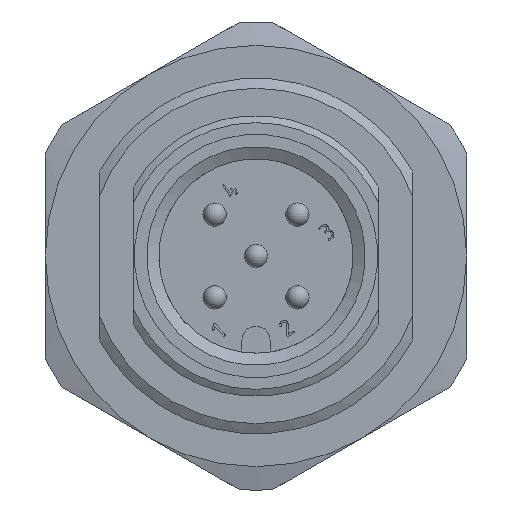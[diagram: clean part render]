
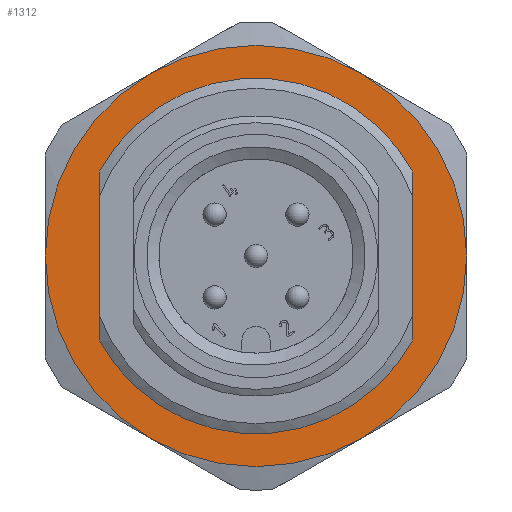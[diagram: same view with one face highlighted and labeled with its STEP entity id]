
A CAD part, front view. The second image highlights one B-rep face of the part: STEP entity #1312.
In plain terms, the highlighted planar face has unit normal (0, -1, 0).
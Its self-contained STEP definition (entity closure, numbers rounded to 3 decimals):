
#735=LINE('',#6864,#1007);
#736=LINE('',#6869,#1008);
#1007=VECTOR('',#5590,1.);
#1008=VECTOR('',#5593,1.);
#1312=ADVANCED_FACE('',(#1746,#1747),#1608,.T.);
#1608=PLANE('',#5060);
#1746=FACE_BOUND('',#1874,.T.);
#1747=FACE_BOUND('',#1875,.T.);
#1874=EDGE_LOOP('',(#2273,#2274,#2275,#2276,#2277,#2278));
#1875=EDGE_LOOP('',(#2279,#2280,#2281,#2282));
#2273=ORIENTED_EDGE('',*,*,#4144,.T.);
#2274=ORIENTED_EDGE('',*,*,#4145,.T.);
#2275=ORIENTED_EDGE('',*,*,#4146,.T.);
#2276=ORIENTED_EDGE('',*,*,#4147,.T.);
#2277=ORIENTED_EDGE('',*,*,#4148,.T.);
#2278=ORIENTED_EDGE('',*,*,#4149,.T.);
#2279=ORIENTED_EDGE('',*,*,#4150,.F.);
#2280=ORIENTED_EDGE('',*,*,#4151,.T.);
#2281=ORIENTED_EDGE('',*,*,#4152,.F.);
#2282=ORIENTED_EDGE('',*,*,#4153,.T.);
#3665=VERTEX_POINT('',#6853);
#3666=VERTEX_POINT('',#6854);
#3667=VERTEX_POINT('',#6856);
#3668=VERTEX_POINT('',#6858);
#3669=VERTEX_POINT('',#6860);
#3670=VERTEX_POINT('',#6862);
#3671=VERTEX_POINT('',#6865);
#3672=VERTEX_POINT('',#6866);
#3673=VERTEX_POINT('',#6868);
#3674=VERTEX_POINT('',#6870);
#4144=EDGE_CURVE('',#3665,#3666,#4835,.T.);
#4145=EDGE_CURVE('',#3666,#3667,#4836,.T.);
#4146=EDGE_CURVE('',#3667,#3668,#4837,.T.);
#4147=EDGE_CURVE('',#3668,#3669,#4838,.T.);
#4148=EDGE_CURVE('',#3669,#3670,#4839,.T.);
#4149=EDGE_CURVE('',#3670,#3665,#4840,.T.);
#4150=EDGE_CURVE('',#3671,#3672,#735,.T.);
#4151=EDGE_CURVE('',#3671,#3673,#4841,.T.);
#4152=EDGE_CURVE('',#3674,#3673,#736,.T.);
#4153=EDGE_CURVE('',#3674,#3672,#4842,.T.);
#4835=CIRCLE('',#5052,9.);
#4836=CIRCLE('',#5053,9.);
#4837=CIRCLE('',#5054,9.);
#4838=CIRCLE('',#5055,9.);
#4839=CIRCLE('',#5056,9.);
#4840=CIRCLE('',#5057,9.);
#4841=CIRCLE('',#5058,7.6);
#4842=CIRCLE('',#5059,7.6);
#5052=AXIS2_PLACEMENT_3D('',#6852,#5578,#5579);
#5053=AXIS2_PLACEMENT_3D('',#6855,#5580,#5581);
#5054=AXIS2_PLACEMENT_3D('',#6857,#5582,#5583);
#5055=AXIS2_PLACEMENT_3D('',#6859,#5584,#5585);
#5056=AXIS2_PLACEMENT_3D('',#6861,#5586,#5587);
#5057=AXIS2_PLACEMENT_3D('',#6863,#5588,#5589);
#5058=AXIS2_PLACEMENT_3D('',#6867,#5591,#5592);
#5059=AXIS2_PLACEMENT_3D('',#6871,#5594,#5595);
#5060=AXIS2_PLACEMENT_3D('',#6872,#5596,#5597);
#5578=DIRECTION('',(0.,-1.,0.));
#5579=DIRECTION('',(0.,0.,1.));
#5580=DIRECTION('',(0.,-1.,0.));
#5581=DIRECTION('',(0.,0.,1.));
#5582=DIRECTION('',(0.,-1.,0.));
#5583=DIRECTION('',(0.,0.,1.));
#5584=DIRECTION('',(0.,-1.,0.));
#5585=DIRECTION('',(0.,0.,1.));
#5586=DIRECTION('',(0.,-1.,0.));
#5587=DIRECTION('',(0.,0.,1.));
#5588=DIRECTION('',(0.,-1.,0.));
#5589=DIRECTION('',(0.,0.,1.));
#5590=DIRECTION('',(0.,0.,1.));
#5591=DIRECTION('',(0.,1.,0.));
#5592=DIRECTION('',(0.,0.,-1.));
#5593=DIRECTION('',(0.,0.,-1.));
#5594=DIRECTION('',(0.,1.,0.));
#5595=DIRECTION('',(0.,0.,-1.));
#5596=DIRECTION('',(0.,-1.,0.));
#5597=DIRECTION('',(0.,0.,1.));
#6852=CARTESIAN_POINT('',(0.,11.7,0.));
#6853=CARTESIAN_POINT('',(9.,11.7,0.));
#6854=CARTESIAN_POINT('',(4.5,11.7,7.794));
#6855=CARTESIAN_POINT('',(0.,11.7,0.));
#6856=CARTESIAN_POINT('',(-4.5,11.7,7.794));
#6857=CARTESIAN_POINT('',(0.,11.7,0.));
#6858=CARTESIAN_POINT('',(-9.,11.7,0.));
#6859=CARTESIAN_POINT('',(0.,11.7,0.));
#6860=CARTESIAN_POINT('',(-4.5,11.7,-7.794));
#6861=CARTESIAN_POINT('',(0.,11.7,0.));
#6862=CARTESIAN_POINT('',(4.5,11.7,-7.794));
#6863=CARTESIAN_POINT('',(0.,11.7,0.));
#6864=CARTESIAN_POINT('',(6.7,11.7,0.));
#6865=CARTESIAN_POINT('',(6.7,11.7,-3.587));
#6866=CARTESIAN_POINT('',(6.7,11.7,3.587));
#6867=CARTESIAN_POINT('',(0.,11.7,0.));
#6868=CARTESIAN_POINT('',(-6.7,11.7,-3.587));
#6869=CARTESIAN_POINT('',(-6.7,11.7,0.));
#6870=CARTESIAN_POINT('',(-6.7,11.7,3.587));
#6871=CARTESIAN_POINT('',(0.,11.7,0.));
#6872=CARTESIAN_POINT('',(0.,11.7,0.));
